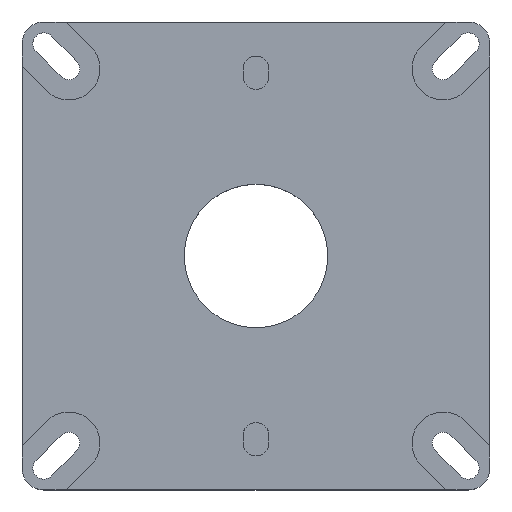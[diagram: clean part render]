
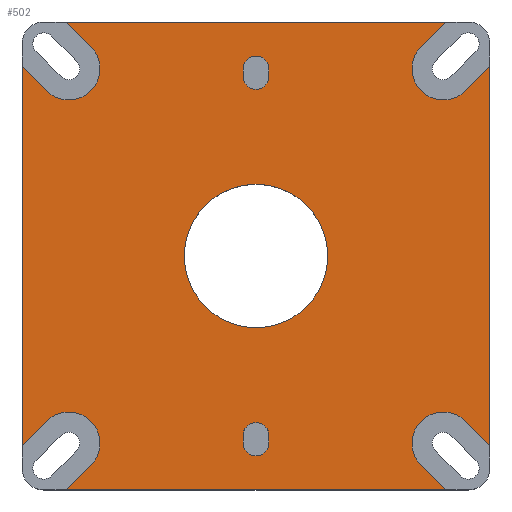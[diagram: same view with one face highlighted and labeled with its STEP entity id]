
A CAD part, top view. The second image highlights one B-rep face of the part: STEP entity #502.
In plain terms, the highlighted planar face has unit normal (0, 0, 1).
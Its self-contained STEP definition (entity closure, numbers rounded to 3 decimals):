
#502=ADVANCED_FACE('',(#1573,#1574,#1575,#1576),#703,.T.);
#703=PLANE('',#4284);
#779=LINE('',#6008,#1075);
#788=LINE('',#6027,#1084);
#799=LINE('',#6057,#1095);
#827=LINE('',#6990,#1123);
#833=LINE('',#7001,#1129);
#881=LINE('',#7316,#1177);
#886=LINE('',#7331,#1182);
#889=LINE('',#7341,#1185);
#892=LINE('',#7347,#1188);
#893=LINE('',#7349,#1189);
#895=LINE('',#7353,#1191);
#896=LINE('',#7355,#1192);
#897=LINE('',#7359,#1193);
#898=LINE('',#7360,#1194);
#899=LINE('',#7364,#1195);
#900=LINE('',#7366,#1196);
#1075=VECTOR('',#4696,1.);
#1084=VECTOR('',#4707,1.);
#1095=VECTOR('',#4730,1.);
#1123=VECTOR('',#4826,1.);
#1129=VECTOR('',#4836,1.);
#1177=VECTOR('',#4986,1.);
#1182=VECTOR('',#4999,1.);
#1185=VECTOR('',#5012,1.);
#1188=VECTOR('',#5019,1.);
#1189=VECTOR('',#5022,1.);
#1191=VECTOR('',#5026,1.);
#1192=VECTOR('',#5027,1.);
#1193=VECTOR('',#5030,1.);
#1194=VECTOR('',#5031,1.);
#1195=VECTOR('',#5034,1.);
#1196=VECTOR('',#5037,1.);
#1341=CIRCLE('',#4160,23.);
#1355=CIRCLE('',#4181,4.1);
#1357=CIRCLE('',#4184,4.1);
#1387=CIRCLE('',#4268,4.1);
#1389=CIRCLE('',#4272,4.1);
#1391=CIRCLE('',#4280,10.);
#1392=CIRCLE('',#4281,10.);
#1393=CIRCLE('',#4282,10.);
#1394=CIRCLE('',#4283,10.);
#1573=FACE_BOUND('',#1669,.T.);
#1574=FACE_BOUND('',#1670,.T.);
#1575=FACE_BOUND('',#1671,.T.);
#1576=FACE_BOUND('',#1672,.T.);
#1669=EDGE_LOOP('',(#2294));
#1670=EDGE_LOOP('',(#2295,#2296,#2297,#2298));
#1671=EDGE_LOOP('',(#2299,#2300,#2301,#2302,#2303,#2304,#2305,#2306,#2307,
#2308,#2309,#2310,#2311,#2312,#2313,#2314));
#1672=EDGE_LOOP('',(#2315,#2316,#2317,#2318));
#2294=ORIENTED_EDGE('',*,*,#3462,.T.);
#2295=ORIENTED_EDGE('',*,*,#3682,.T.);
#2296=ORIENTED_EDGE('',*,*,#3514,.F.);
#2297=ORIENTED_EDGE('',*,*,#3508,.F.);
#2298=ORIENTED_EDGE('',*,*,#3512,.F.);
#2299=ORIENTED_EDGE('',*,*,#3688,.T.);
#2300=ORIENTED_EDGE('',*,*,#3615,.F.);
#2301=ORIENTED_EDGE('',*,*,#3689,.T.);
#2302=ORIENTED_EDGE('',*,*,#3690,.T.);
#2303=ORIENTED_EDGE('',*,*,#3691,.T.);
#2304=ORIENTED_EDGE('',*,*,#3609,.F.);
#2305=ORIENTED_EDGE('',*,*,#3692,.T.);
#2306=ORIENTED_EDGE('',*,*,#3693,.T.);
#2307=ORIENTED_EDGE('',*,*,#3694,.T.);
#2308=ORIENTED_EDGE('',*,*,#3484,.T.);
#2309=ORIENTED_EDGE('',*,*,#3685,.T.);
#2310=ORIENTED_EDGE('',*,*,#3695,.T.);
#2311=ORIENTED_EDGE('',*,*,#3686,.T.);
#2312=ORIENTED_EDGE('',*,*,#3493,.T.);
#2313=ORIENTED_EDGE('',*,*,#3696,.T.);
#2314=ORIENTED_EDGE('',*,*,#3697,.T.);
#2315=ORIENTED_EDGE('',*,*,#3670,.T.);
#2316=ORIENTED_EDGE('',*,*,#3674,.T.);
#2317=ORIENTED_EDGE('',*,*,#3677,.T.);
#2318=ORIENTED_EDGE('',*,*,#3680,.T.);
#3086=VERTEX_POINT('',#5962);
#3108=VERTEX_POINT('',#6009);
#3109=VERTEX_POINT('',#6010);
#3116=VERTEX_POINT('',#6026);
#3117=VERTEX_POINT('',#6028);
#3128=VERTEX_POINT('',#6055);
#3130=VERTEX_POINT('',#6058);
#3132=VERTEX_POINT('',#6064);
#3134=VERTEX_POINT('',#6070);
#3217=VERTEX_POINT('',#6991);
#3218=VERTEX_POINT('',#6992);
#3220=VERTEX_POINT('',#7002);
#3221=VERTEX_POINT('',#7003);
#3228=VERTEX_POINT('',#7317);
#3229=VERTEX_POINT('',#7318);
#3232=VERTEX_POINT('',#7326);
#3234=VERTEX_POINT('',#7332);
#3236=VERTEX_POINT('',#7346);
#3237=VERTEX_POINT('',#7350);
#3238=VERTEX_POINT('',#7354);
#3239=VERTEX_POINT('',#7356);
#3240=VERTEX_POINT('',#7358);
#3241=VERTEX_POINT('',#7361);
#3242=VERTEX_POINT('',#7363);
#3243=VERTEX_POINT('',#7367);
#3462=EDGE_CURVE('',#3086,#3086,#1341,.T.);
#3484=EDGE_CURVE('',#3108,#3109,#779,.T.);
#3493=EDGE_CURVE('',#3117,#3116,#788,.T.);
#3508=EDGE_CURVE('',#3128,#3130,#799,.T.);
#3512=EDGE_CURVE('',#3132,#3128,#1355,.T.);
#3514=EDGE_CURVE('',#3130,#3134,#1357,.T.);
#3609=EDGE_CURVE('',#3217,#3218,#827,.T.);
#3615=EDGE_CURVE('',#3220,#3221,#833,.T.);
#3670=EDGE_CURVE('',#3228,#3229,#881,.T.);
#3674=EDGE_CURVE('',#3229,#3232,#1387,.T.);
#3677=EDGE_CURVE('',#3232,#3234,#886,.T.);
#3680=EDGE_CURVE('',#3234,#3228,#1389,.T.);
#3682=EDGE_CURVE('',#3132,#3134,#889,.T.);
#3685=EDGE_CURVE('',#3109,#3236,#892,.T.);
#3686=EDGE_CURVE('',#3237,#3117,#893,.T.);
#3688=EDGE_CURVE('',#3238,#3221,#895,.T.);
#3689=EDGE_CURVE('',#3220,#3239,#896,.T.);
#3690=EDGE_CURVE('',#3239,#3240,#1391,.T.);
#3691=EDGE_CURVE('',#3240,#3218,#897,.T.);
#3692=EDGE_CURVE('',#3217,#3241,#898,.T.);
#3693=EDGE_CURVE('',#3241,#3242,#1392,.T.);
#3694=EDGE_CURVE('',#3242,#3108,#899,.T.);
#3695=EDGE_CURVE('',#3236,#3237,#1393,.T.);
#3696=EDGE_CURVE('',#3116,#3243,#900,.T.);
#3697=EDGE_CURVE('',#3243,#3238,#1394,.T.);
#4160=AXIS2_PLACEMENT_3D('',#5961,#4658,#4659);
#4181=AXIS2_PLACEMENT_3D('',#6066,#4736,#4737);
#4184=AXIS2_PLACEMENT_3D('',#6069,#4742,#4743);
#4268=AXIS2_PLACEMENT_3D('',#7325,#4992,#4993);
#4272=AXIS2_PLACEMENT_3D('',#7337,#5004,#5005);
#4280=AXIS2_PLACEMENT_3D('',#7357,#5028,#5029);
#4281=AXIS2_PLACEMENT_3D('',#7362,#5032,#5033);
#4282=AXIS2_PLACEMENT_3D('',#7365,#5035,#5036);
#4283=AXIS2_PLACEMENT_3D('',#7368,#5038,#5039);
#4284=AXIS2_PLACEMENT_3D('',#7369,#5040,#5041);
#4658=DIRECTION('',(0.,0.,-1.));
#4659=DIRECTION('',(0.,1.,0.));
#4696=DIRECTION('',(0.,-1.,0.));
#4707=DIRECTION('',(1.,0.,0.));
#4730=DIRECTION('',(0.,-1.,0.));
#4736=DIRECTION('',(0.,0.,1.));
#4737=DIRECTION('',(0.,-1.,0.));
#4742=DIRECTION('',(0.,0.,1.));
#4743=DIRECTION('',(0.,-1.,0.));
#4826=DIRECTION('',(1.,0.,0.));
#4836=DIRECTION('',(0.,-1.,0.));
#4986=DIRECTION('',(0.,-1.,0.));
#4992=DIRECTION('',(0.,0.,-1.));
#4993=DIRECTION('',(0.,1.,0.));
#4999=DIRECTION('',(0.,1.,0.));
#5004=DIRECTION('',(0.,0.,-1.));
#5005=DIRECTION('',(0.,1.,0.));
#5012=DIRECTION('',(0.,-1.,0.));
#5019=DIRECTION('',(0.707,0.707,0.));
#5022=DIRECTION('',(-0.707,-0.707,0.));
#5026=DIRECTION('',(0.707,-0.707,0.));
#5027=DIRECTION('',(-0.707,-0.707,0.));
#5028=DIRECTION('',(0.,0.,-1.));
#5029=DIRECTION('',(-1.,0.,0.));
#5030=DIRECTION('',(0.707,0.707,0.));
#5031=DIRECTION('',(0.707,-0.707,0.));
#5032=DIRECTION('',(0.,0.,-1.));
#5033=DIRECTION('',(0.,-1.,0.));
#5034=DIRECTION('',(-0.707,0.707,0.));
#5035=DIRECTION('',(0.,0.,-1.));
#5036=DIRECTION('',(1.,0.,0.));
#5037=DIRECTION('',(-0.707,0.707,0.));
#5038=DIRECTION('',(0.,0.,-1.));
#5039=DIRECTION('',(0.,1.,0.));
#5040=DIRECTION('',(0.,0.,1.));
#5041=DIRECTION('',(0.,-1.,0.));
#5961=CARTESIAN_POINT('',(0.,0.,79.5));
#5962=CARTESIAN_POINT('',(0.,23.,79.5));
#6008=CARTESIAN_POINT('',(-75.,-68.,79.5));
#6009=CARTESIAN_POINT('',(-75.,60.858,79.5));
#6010=CARTESIAN_POINT('',(-75.,-60.858,79.5));
#6026=CARTESIAN_POINT('',(60.858,-75.,79.5));
#6027=CARTESIAN_POINT('',(0.,-75.,79.5));
#6028=CARTESIAN_POINT('',(-60.858,-75.,79.5));
#6055=CARTESIAN_POINT('',(-4.1,-57.5,79.5));
#6057=CARTESIAN_POINT('',(-4.1,-60.,79.5));
#6058=CARTESIAN_POINT('',(-4.1,-60.,79.5));
#6064=CARTESIAN_POINT('',(4.1,-57.5,79.5));
#6066=CARTESIAN_POINT('',(0.,-57.5,79.5));
#6069=CARTESIAN_POINT('',(0.,-60.,79.5));
#6070=CARTESIAN_POINT('',(4.1,-60.,79.5));
#6990=CARTESIAN_POINT('',(-68.,75.,79.5));
#6991=CARTESIAN_POINT('',(-60.858,75.,79.5));
#6992=CARTESIAN_POINT('',(60.858,75.,79.5));
#7001=CARTESIAN_POINT('',(75.,0.,79.5));
#7002=CARTESIAN_POINT('',(75.,60.858,79.5));
#7003=CARTESIAN_POINT('',(75.,-60.858,79.5));
#7316=CARTESIAN_POINT('',(4.1,60.,79.5));
#7317=CARTESIAN_POINT('',(4.1,60.,79.5));
#7318=CARTESIAN_POINT('',(4.1,57.5,79.5));
#7325=CARTESIAN_POINT('',(0.,57.5,79.5));
#7326=CARTESIAN_POINT('',(-4.1,57.5,79.5));
#7331=CARTESIAN_POINT('',(-4.1,57.5,79.5));
#7332=CARTESIAN_POINT('',(-4.1,60.,79.5));
#7337=CARTESIAN_POINT('',(0.,60.,79.5));
#7341=CARTESIAN_POINT('',(4.1,-57.5,79.5));
#7346=CARTESIAN_POINT('',(-67.071,-52.929,79.5));
#7347=CARTESIAN_POINT('',(-67.071,-52.929,79.5));
#7349=CARTESIAN_POINT('',(-65.858,-80.,79.5));
#7350=CARTESIAN_POINT('',(-52.929,-67.071,79.5));
#7353=CARTESIAN_POINT('',(67.071,-52.929,79.5));
#7354=CARTESIAN_POINT('',(67.071,-52.929,79.5));
#7355=CARTESIAN_POINT('',(80.,65.858,79.5));
#7356=CARTESIAN_POINT('',(67.071,52.929,79.5));
#7357=CARTESIAN_POINT('',(60.,60.,79.5));
#7358=CARTESIAN_POINT('',(52.929,67.071,79.5));
#7359=CARTESIAN_POINT('',(52.929,67.071,79.5));
#7360=CARTESIAN_POINT('',(-65.858,80.,79.5));
#7361=CARTESIAN_POINT('',(-52.929,67.071,79.5));
#7362=CARTESIAN_POINT('',(-60.,60.,79.5));
#7363=CARTESIAN_POINT('',(-67.071,52.929,79.5));
#7364=CARTESIAN_POINT('',(-67.071,52.929,79.5));
#7365=CARTESIAN_POINT('',(-60.,-60.,79.5));
#7366=CARTESIAN_POINT('',(65.858,-80.,79.5));
#7367=CARTESIAN_POINT('',(52.929,-67.071,79.5));
#7368=CARTESIAN_POINT('',(60.,-60.,79.5));
#7369=CARTESIAN_POINT('',(-60.,-60.,79.5));
